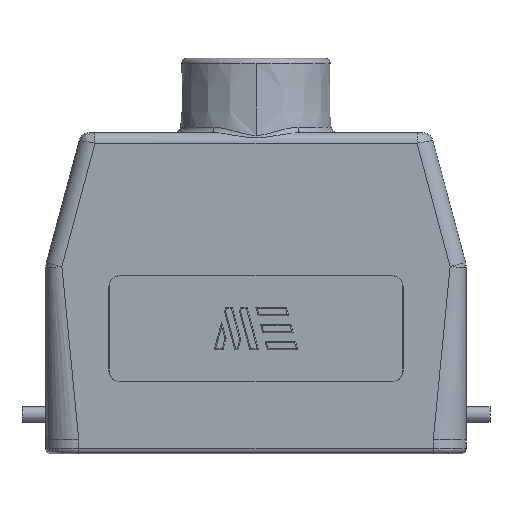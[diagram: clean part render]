
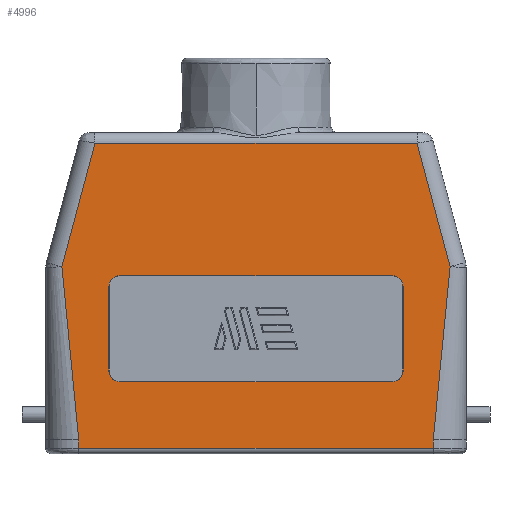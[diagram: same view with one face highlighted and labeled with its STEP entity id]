
A CAD part, front view. The second image highlights one B-rep face of the part: STEP entity #4996.
In plain terms, the highlighted planar face has unit normal (0, -1, 0).
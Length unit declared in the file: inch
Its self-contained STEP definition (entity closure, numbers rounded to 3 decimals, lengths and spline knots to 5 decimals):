
#60 = CARTESIAN_POINT ( 'NONE',  ( 1.56102, -0.57677, 2.28346 ) ) ;
#266 = VERTEX_POINT ( 'NONE', #4923 ) ;
#275 = CARTESIAN_POINT ( 'NONE',  ( -1.09252, -0.57677, 0.07874 ) ) ;
#300 = CARTESIAN_POINT ( 'NONE',  ( 1.31693, -0.57677, 0.01575 ) ) ;
#319 = ORIENTED_EDGE ( 'NONE', *, *, #8707, .T. ) ;
#486 = VERTEX_POINT ( 'NONE', #5819 ) ;
#535 = DIRECTION ( 'NONE',  ( 0., 0., -1. ) ) ;
#648 = LINE ( 'NONE', #3437, #5229 ) ;
#772 = CARTESIAN_POINT ( 'NONE',  ( 1.01378, -0.57677, 1.29921 ) ) ;
#776 = CARTESIAN_POINT ( 'NONE',  ( 1.09252, -0.57677, 0.59055 ) ) ;
#793 = EDGE_CURVE ( 'NONE', #266, #2119, #3761, .T. ) ;
#1023 = VECTOR ( 'NONE', #7372, 39.37008 ) ;
#1056 = CARTESIAN_POINT ( 'NONE',  ( -1.09252, -0.57677, 1.22047 ) ) ;
#1169 = EDGE_CURVE ( 'NONE', #7524, #6052, #2682, .T. ) ;
#1213 = CARTESIAN_POINT ( 'NONE',  ( 1.56102, -0.57677, 1.29921 ) ) ;
#1224 = EDGE_CURVE ( 'NONE', #2535, #7708, #5858, .T. ) ;
#1370 = LINE ( 'NONE', #4053, #4479 ) ;
#1449 = DIRECTION ( 'NONE',  ( 0., 0., -1. ) ) ;
#1451 = VERTEX_POINT ( 'NONE', #2491 ) ;
#1497 = EDGE_CURVE ( 'NONE', #2438, #486, #8615, .T. ) ;
#1519 = LINE ( 'NONE', #4039, #3393 ) ;
#1646 = VERTEX_POINT ( 'NONE', #4547 ) ;
#1652 = DIRECTION ( 'NONE',  ( 0., 0., 1. ) ) ;
#1674 = EDGE_CURVE ( 'NONE', #5005, #7640, #3947, .T. ) ;
#1840 = DIRECTION ( 'NONE',  ( 1., 0., 0. ) ) ;
#1952 = DIRECTION ( 'NONE',  ( -1., 0., 0. ) ) ;
#1976 = AXIS2_PLACEMENT_3D ( 'NONE', #7246, #7497, #7901 ) ;
#1982 = VECTOR ( 'NONE', #1952, 39.37008 ) ;
#2034 = EDGE_CURVE ( 'NONE', #6984, #8464, #3796, .T. ) ;
#2119 = VERTEX_POINT ( 'NONE', #7700 ) ;
#2215 = EDGE_CURVE ( 'NONE', #7875, #1451, #6003, .T. ) ;
#2438 = VERTEX_POINT ( 'NONE', #1056 ) ;
#2491 = CARTESIAN_POINT ( 'NONE',  ( -1.44181, -0.57677, 1.36635 ) ) ;
#2535 = VERTEX_POINT ( 'NONE', #5013 ) ;
#2582 = EDGE_CURVE ( 'NONE', #1451, #2119, #3200, .T. ) ;
#2622 = LINE ( 'NONE', #60, #1982 ) ;
#2682 = CIRCLE ( 'NONE', #1976, 0.07874 ) ;
#2707 = LINE ( 'NONE', #4059, #5222 ) ;
#2763 = DIRECTION ( 'NONE',  ( -0.259, 0., 0.966 ) ) ;
#3082 = CARTESIAN_POINT ( 'NONE',  ( -1.31693, -0.57677, -0.02362 ) ) ;
#3200 = LINE ( 'NONE', #8595, #1023 ) ;
#3393 = VECTOR ( 'NONE', #8121, 39.37008 ) ;
#3395 = AXIS2_PLACEMENT_3D ( 'NONE', #4587, #3898, #535 ) ;
#3437 = CARTESIAN_POINT ( 'NONE',  ( 1.56102, -0.57677, 0.51181 ) ) ;
#3601 = ORIENTED_EDGE ( 'NONE', *, *, #5816, .T. ) ;
#3637 = CARTESIAN_POINT ( 'NONE',  ( -1.09252, -0.57677, 0.59055 ) ) ;
#3687 = VECTOR ( 'NONE', #5372, 39.37008 ) ;
#3758 = ORIENTED_EDGE ( 'NONE', *, *, #793, .F. ) ;
#3761 = LINE ( 'NONE', #3082, #8047 ) ;
#3796 = LINE ( 'NONE', #4992, #7214 ) ;
#3816 = ORIENTED_EDGE ( 'NONE', *, *, #6287, .T. ) ;
#3898 = DIRECTION ( 'NONE',  ( 0., 1., 0. ) ) ;
#3947 = CIRCLE ( 'NONE', #3395, 0.07874 ) ;
#3959 = FACE_OUTER_BOUND ( 'NONE', #5754, .T. ) ;
#3979 = EDGE_CURVE ( 'NONE', #1646, #5005, #648, .T. ) ;
#4039 = CARTESIAN_POINT ( 'NONE',  ( 1.31693, -0.57677, 0.07874 ) ) ;
#4053 = CARTESIAN_POINT ( 'NONE',  ( 1.09252, -0.57677, 0.07874 ) ) ;
#4059 = CARTESIAN_POINT ( 'NONE',  ( -1.31693, -0.57677, 0.01575 ) ) ;
#4193 = CARTESIAN_POINT ( 'NONE',  ( 1.19607, -0.57677, 2.28346 ) ) ;
#4328 = ORIENTED_EDGE ( 'NONE', *, *, #1497, .T. ) ;
#4479 = VECTOR ( 'NONE', #4842, 39.37008 ) ;
#4530 = ORIENTED_EDGE ( 'NONE', *, *, #7774, .F. ) ;
#4547 = CARTESIAN_POINT ( 'NONE',  ( 1.01378, -0.57677, 0.51181 ) ) ;
#4587 = CARTESIAN_POINT ( 'NONE',  ( -1.01378, -0.57677, 0.59055 ) ) ;
#4749 = ORIENTED_EDGE ( 'NONE', *, *, #4783, .T. ) ;
#4783 = EDGE_CURVE ( 'NONE', #6052, #5409, #1370, .T. ) ;
#4842 = DIRECTION ( 'NONE',  ( 0., 0., -1. ) ) ;
#4923 = CARTESIAN_POINT ( 'NONE',  ( -1.31693, -0.57677, 0.01575 ) ) ;
#4992 = CARTESIAN_POINT ( 'NONE',  ( 1.31693, -0.57677, 0.07874 ) ) ;
#4996 = ADVANCED_FACE ( 'NONE', ( #3959, #5853 ), #8697, .T. ) ;
#5005 = VERTEX_POINT ( 'NONE', #7243 ) ;
#5013 = CARTESIAN_POINT ( 'NONE',  ( 1.44181, -0.57677, 1.36635 ) ) ;
#5033 = LINE ( 'NONE', #275, #6085 ) ;
#5222 = VECTOR ( 'NONE', #6824, 39.37008 ) ;
#5229 = VECTOR ( 'NONE', #8030, 39.37008 ) ;
#5262 = EDGE_CURVE ( 'NONE', #486, #7524, #7937, .T. ) ;
#5372 = DIRECTION ( 'NONE',  ( -0.259, 0., -0.966 ) ) ;
#5409 = VERTEX_POINT ( 'NONE', #776 ) ;
#5608 = CARTESIAN_POINT ( 'NONE',  ( -1.19607, -0.57677, 2.28346 ) ) ;
#5645 = AXIS2_PLACEMENT_3D ( 'NONE', #6509, #7804, #7929 ) ;
#5665 = AXIS2_PLACEMENT_3D ( 'NONE', #6270, #7455, #1449 ) ;
#5754 = EDGE_LOOP ( 'NONE', ( #6260, #8325, #3758, #4530, #6024, #3816, #5979, #3601 ) ) ;
#5816 = EDGE_CURVE ( 'NONE', #7708, #7875, #2622, .T. ) ;
#5819 = CARTESIAN_POINT ( 'NONE',  ( -1.01378, -0.57677, 1.29921 ) ) ;
#5853 = FACE_BOUND ( 'NONE', #6259, .T. ) ;
#5858 = LINE ( 'NONE', #6840, #6068 ) ;
#5909 = VECTOR ( 'NONE', #8686, 39.37008 ) ;
#5979 = ORIENTED_EDGE ( 'NONE', *, *, #1224, .T. ) ;
#6003 = LINE ( 'NONE', #8609, #3687 ) ;
#6024 = ORIENTED_EDGE ( 'NONE', *, *, #2034, .T. ) ;
#6052 = VERTEX_POINT ( 'NONE', #7812 ) ;
#6068 = VECTOR ( 'NONE', #2763, 39.37008 ) ;
#6085 = VECTOR ( 'NONE', #1652, 39.37008 ) ;
#6130 = ORIENTED_EDGE ( 'NONE', *, *, #5262, .T. ) ;
#6259 = EDGE_LOOP ( 'NONE', ( #4328, #6130, #7421, #4749, #6337, #7185, #6802, #319 ) ) ;
#6260 = ORIENTED_EDGE ( 'NONE', *, *, #2215, .T. ) ;
#6270 = CARTESIAN_POINT ( 'NONE',  ( 1.01378, -0.57677, 0.59055 ) ) ;
#6287 = EDGE_CURVE ( 'NONE', #8464, #2535, #1519, .T. ) ;
#6337 = ORIENTED_EDGE ( 'NONE', *, *, #7215, .T. ) ;
#6509 = CARTESIAN_POINT ( 'NONE',  ( -1.01378, -0.57677, 1.22047 ) ) ;
#6700 = CARTESIAN_POINT ( 'NONE',  ( 1.31693, -0.57677, 0.07874 ) ) ;
#6802 = ORIENTED_EDGE ( 'NONE', *, *, #1674, .T. ) ;
#6824 = DIRECTION ( 'NONE',  ( -1., 0., 0. ) ) ;
#6840 = CARTESIAN_POINT ( 'NONE',  ( 1.44181, -0.57677, 1.36635 ) ) ;
#6958 = CIRCLE ( 'NONE', #5665, 0.07874 ) ;
#6984 = VERTEX_POINT ( 'NONE', #300 ) ;
#7185 = ORIENTED_EDGE ( 'NONE', *, *, #3979, .T. ) ;
#7214 = VECTOR ( 'NONE', #7709, 39.37008 ) ;
#7215 = EDGE_CURVE ( 'NONE', #5409, #1646, #6958, .T. ) ;
#7243 = CARTESIAN_POINT ( 'NONE',  ( -1.01378, -0.57677, 0.51181 ) ) ;
#7246 = CARTESIAN_POINT ( 'NONE',  ( 1.01378, -0.57677, 1.22047 ) ) ;
#7372 = DIRECTION ( 'NONE',  ( 0.097, 0., -0.995 ) ) ;
#7380 = CARTESIAN_POINT ( 'NONE',  ( 1.56102, -0.57677, 0.07874 ) ) ;
#7421 = ORIENTED_EDGE ( 'NONE', *, *, #1169, .T. ) ;
#7455 = DIRECTION ( 'NONE',  ( 0., 1., 0. ) ) ;
#7497 = DIRECTION ( 'NONE',  ( 0., 1., 0. ) ) ;
#7524 = VERTEX_POINT ( 'NONE', #772 ) ;
#7640 = VERTEX_POINT ( 'NONE', #3637 ) ;
#7700 = CARTESIAN_POINT ( 'NONE',  ( -1.31693, -0.57677, 0.07874 ) ) ;
#7708 = VERTEX_POINT ( 'NONE', #4193 ) ;
#7709 = DIRECTION ( 'NONE',  ( 0., 0., 1. ) ) ;
#7774 = EDGE_CURVE ( 'NONE', #6984, #266, #2707, .T. ) ;
#7790 = DIRECTION ( 'NONE',  ( 0., 0., 1. ) ) ;
#7804 = DIRECTION ( 'NONE',  ( 0., 1., 0. ) ) ;
#7812 = CARTESIAN_POINT ( 'NONE',  ( 1.09252, -0.57677, 1.22047 ) ) ;
#7875 = VERTEX_POINT ( 'NONE', #5608 ) ;
#7901 = DIRECTION ( 'NONE',  ( 0., 0., -1. ) ) ;
#7929 = DIRECTION ( 'NONE',  ( 0., 0., -1. ) ) ;
#7937 = LINE ( 'NONE', #1213, #5909 ) ;
#8030 = DIRECTION ( 'NONE',  ( -1., 0., 0. ) ) ;
#8047 = VECTOR ( 'NONE', #7790, 39.37008 ) ;
#8121 = DIRECTION ( 'NONE',  ( 0.097, 0., 0.995 ) ) ;
#8186 = AXIS2_PLACEMENT_3D ( 'NONE', #7380, #8557, #1840 ) ;
#8325 = ORIENTED_EDGE ( 'NONE', *, *, #2582, .T. ) ;
#8464 = VERTEX_POINT ( 'NONE', #6700 ) ;
#8557 = DIRECTION ( 'NONE',  ( 0., -1., 0. ) ) ;
#8595 = CARTESIAN_POINT ( 'NONE',  ( -1.44181, -0.57677, 1.36635 ) ) ;
#8609 = CARTESIAN_POINT ( 'NONE',  ( -1.19607, -0.57677, 2.28346 ) ) ;
#8615 = CIRCLE ( 'NONE', #5645, 0.07874 ) ;
#8686 = DIRECTION ( 'NONE',  ( 1., 0., 0. ) ) ;
#8697 = PLANE ( 'NONE',  #8186 ) ;
#8707 = EDGE_CURVE ( 'NONE', #7640, #2438, #5033, .T. ) ;
